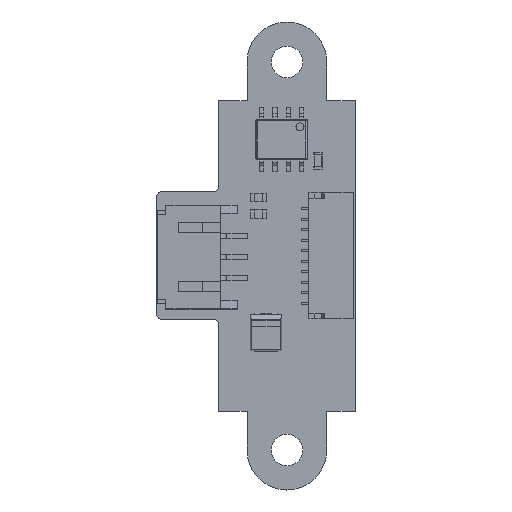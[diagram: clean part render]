
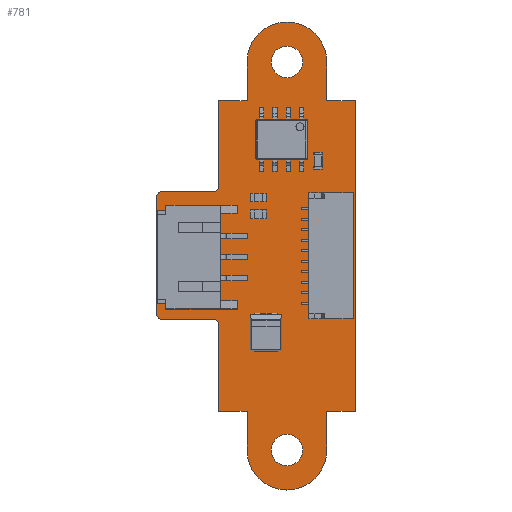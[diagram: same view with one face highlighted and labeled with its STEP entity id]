
A CAD part, top view. The second image highlights one B-rep face of the part: STEP entity #781.
In plain terms, the highlighted planar face has unit normal (0, 0, 1).
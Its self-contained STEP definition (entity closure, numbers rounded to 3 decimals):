
#22 = VERTEX_POINT('',#23);
#23 = CARTESIAN_POINT('',(-3.55,-6.55,0.));
#41 = VERTEX_POINT('',#42);
#42 = CARTESIAN_POINT('',(-4.05,-6.05,0.));
#48 = EDGE_CURVE('',#22,#41,#49,.T.);
#49 = CIRCLE('',#50,0.5);
#50 = AXIS2_PLACEMENT_3D('',#51,#52,#53);
#51 = CARTESIAN_POINT('',(-4.05,-6.55,0.));
#52 = DIRECTION('',(0.,0.,1.));
#53 = DIRECTION('',(1.,0.,0.));
#64 = VERTEX_POINT('',#65);
#65 = CARTESIAN_POINT('',(-3.55,-14.8,0.));
#80 = EDGE_CURVE('',#64,#22,#81,.T.);
#81 = LINE('',#82,#83);
#82 = CARTESIAN_POINT('',(-3.55,-14.8,0.));
#83 = VECTOR('',#84,1.);
#84 = DIRECTION('',(0.,1.,0.));
#104 = VERTEX_POINT('',#105);
#105 = CARTESIAN_POINT('',(-8.95,-6.05,0.));
#111 = EDGE_CURVE('',#41,#104,#112,.T.);
#112 = LINE('',#113,#114);
#113 = CARTESIAN_POINT('',(-4.05,-6.05,0.));
#114 = VECTOR('',#115,1.);
#115 = DIRECTION('',(-1.,0.,0.));
#135 = VERTEX_POINT('',#136);
#136 = CARTESIAN_POINT('',(-0.85,-14.8,0.));
#142 = EDGE_CURVE('',#64,#135,#143,.T.);
#143 = LINE('',#144,#145);
#144 = CARTESIAN_POINT('',(-3.55,-14.8,0.));
#145 = VECTOR('',#146,1.);
#146 = DIRECTION('',(1.,0.,0.));
#157 = VERTEX_POINT('',#158);
#158 = CARTESIAN_POINT('',(-9.45,-5.55,0.));
#174 = EDGE_CURVE('',#157,#104,#175,.T.);
#175 = CIRCLE('',#176,0.5);
#176 = AXIS2_PLACEMENT_3D('',#177,#178,#179);
#177 = CARTESIAN_POINT('',(-8.95,-5.55,0.));
#178 = DIRECTION('',(0.,0.,1.));
#179 = DIRECTION('',(-1.,0.,0.));
#190 = VERTEX_POINT('',#191);
#191 = CARTESIAN_POINT('',(-0.85,-18.5,0.));
#206 = EDGE_CURVE('',#190,#135,#207,.T.);
#207 = LINE('',#208,#209);
#208 = CARTESIAN_POINT('',(-0.85,-18.5,0.));
#209 = VECTOR('',#210,1.);
#210 = DIRECTION('',(0.,1.,0.));
#221 = VERTEX_POINT('',#222);
#222 = CARTESIAN_POINT('',(-9.45,5.65,0.));
#237 = EDGE_CURVE('',#221,#157,#238,.T.);
#238 = LINE('',#239,#240);
#239 = CARTESIAN_POINT('',(-9.45,5.65,0.));
#240 = VECTOR('',#241,1.);
#241 = DIRECTION('',(0.,-1.,0.));
#262 = VERTEX_POINT('',#263);
#263 = CARTESIAN_POINT('',(2.95,-22.3,0.));
#269 = EDGE_CURVE('',#190,#262,#270,.T.);
#270 = CIRCLE('',#271,3.8);
#271 = AXIS2_PLACEMENT_3D('',#272,#273,#274);
#272 = CARTESIAN_POINT('',(2.95,-18.5,0.));
#273 = DIRECTION('',(0.,0.,1.));
#274 = DIRECTION('',(-1.,0.,0.));
#285 = VERTEX_POINT('',#286);
#286 = CARTESIAN_POINT('',(-8.95,6.15,0.));
#302 = EDGE_CURVE('',#285,#221,#303,.T.);
#303 = CIRCLE('',#304,0.5);
#304 = AXIS2_PLACEMENT_3D('',#305,#306,#307);
#305 = CARTESIAN_POINT('',(-8.95,5.65,0.));
#306 = DIRECTION('',(0.,-0.,1.));
#307 = DIRECTION('',(0.,1.,0.));
#328 = VERTEX_POINT('',#329);
#329 = CARTESIAN_POINT('',(6.75,-18.5,0.));
#335 = EDGE_CURVE('',#262,#328,#336,.T.);
#336 = CIRCLE('',#337,3.8);
#337 = AXIS2_PLACEMENT_3D('',#338,#339,#340);
#338 = CARTESIAN_POINT('',(2.95,-18.5,0.));
#339 = DIRECTION('',(-0.,0.,1.));
#340 = DIRECTION('',(0.,-1.,0.));
#351 = VERTEX_POINT('',#352);
#352 = CARTESIAN_POINT('',(-4.1,6.15,0.));
#367 = EDGE_CURVE('',#351,#285,#368,.T.);
#368 = LINE('',#369,#370);
#369 = CARTESIAN_POINT('',(-4.1,6.15,0.));
#370 = VECTOR('',#371,1.);
#371 = DIRECTION('',(-1.,0.,0.));
#391 = VERTEX_POINT('',#392);
#392 = CARTESIAN_POINT('',(6.75,-14.8,0.));
#398 = EDGE_CURVE('',#328,#391,#399,.T.);
#399 = LINE('',#400,#401);
#400 = CARTESIAN_POINT('',(6.75,-18.5,0.));
#401 = VECTOR('',#402,1.);
#402 = DIRECTION('',(0.,1.,0.));
#423 = VERTEX_POINT('',#424);
#424 = CARTESIAN_POINT('',(-3.55,6.6,0.));
#430 = EDGE_CURVE('',#351,#423,#431,.T.);
#431 = CIRCLE('',#432,0.502);
#432 = AXIS2_PLACEMENT_3D('',#433,#434,#435);
#433 = CARTESIAN_POINT('',(-4.05,6.65,0.));
#434 = DIRECTION('',(0.,0.,1.));
#435 = DIRECTION('',(-0.1,-0.995,0.));
#455 = VERTEX_POINT('',#456);
#456 = CARTESIAN_POINT('',(9.45,-14.8,0.));
#462 = EDGE_CURVE('',#391,#455,#463,.T.);
#463 = LINE('',#464,#465);
#464 = CARTESIAN_POINT('',(6.75,-14.8,0.));
#465 = VECTOR('',#466,1.);
#466 = DIRECTION('',(1.,0.,0.));
#477 = VERTEX_POINT('',#478);
#478 = CARTESIAN_POINT('',(-3.55,14.8,0.));
#493 = EDGE_CURVE('',#477,#423,#494,.T.);
#494 = LINE('',#495,#496);
#495 = CARTESIAN_POINT('',(-3.55,14.8,0.));
#496 = VECTOR('',#497,1.);
#497 = DIRECTION('',(0.,-1.,0.));
#517 = VERTEX_POINT('',#518);
#518 = CARTESIAN_POINT('',(9.45,14.8,0.));
#524 = EDGE_CURVE('',#455,#517,#525,.T.);
#525 = LINE('',#526,#527);
#526 = CARTESIAN_POINT('',(9.45,-14.8,0.));
#527 = VECTOR('',#528,1.);
#528 = DIRECTION('',(0.,1.,0.));
#539 = VERTEX_POINT('',#540);
#540 = CARTESIAN_POINT('',(-0.85,14.8,0.));
#555 = EDGE_CURVE('',#539,#477,#556,.T.);
#556 = LINE('',#557,#558);
#557 = CARTESIAN_POINT('',(-0.85,14.8,0.));
#558 = VECTOR('',#559,1.);
#559 = DIRECTION('',(-1.,0.,0.));
#579 = VERTEX_POINT('',#580);
#580 = CARTESIAN_POINT('',(6.75,14.8,0.));
#586 = EDGE_CURVE('',#517,#579,#587,.T.);
#587 = LINE('',#588,#589);
#588 = CARTESIAN_POINT('',(9.45,14.8,0.));
#589 = VECTOR('',#590,1.);
#590 = DIRECTION('',(-1.,0.,0.));
#601 = VERTEX_POINT('',#602);
#602 = CARTESIAN_POINT('',(-0.85,18.5,0.));
#617 = EDGE_CURVE('',#601,#539,#618,.T.);
#618 = LINE('',#619,#620);
#619 = CARTESIAN_POINT('',(-0.85,18.5,0.));
#620 = VECTOR('',#621,1.);
#621 = DIRECTION('',(0.,-1.,0.));
#641 = VERTEX_POINT('',#642);
#642 = CARTESIAN_POINT('',(6.75,18.5,0.));
#648 = EDGE_CURVE('',#579,#641,#649,.T.);
#649 = LINE('',#650,#651);
#650 = CARTESIAN_POINT('',(6.75,14.8,0.));
#651 = VECTOR('',#652,1.);
#652 = DIRECTION('',(0.,1.,0.));
#663 = VERTEX_POINT('',#664);
#664 = CARTESIAN_POINT('',(2.95,22.3,0.));
#680 = EDGE_CURVE('',#663,#601,#681,.T.);
#681 = CIRCLE('',#682,3.8);
#682 = AXIS2_PLACEMENT_3D('',#683,#684,#685);
#683 = CARTESIAN_POINT('',(2.95,18.5,0.));
#684 = DIRECTION('',(0.,-0.,1.));
#685 = DIRECTION('',(0.,1.,0.));
#704 = EDGE_CURVE('',#641,#663,#705,.T.);
#705 = CIRCLE('',#706,3.8);
#706 = AXIS2_PLACEMENT_3D('',#707,#708,#709);
#707 = CARTESIAN_POINT('',(2.95,18.5,0.));
#708 = DIRECTION('',(-0.,0.,1.));
#709 = DIRECTION('',(1.,0.,0.));
#720 = VERTEX_POINT('',#721);
#721 = CARTESIAN_POINT('',(4.45,-18.5,0.));
#737 = EDGE_CURVE('',#720,#720,#738,.T.);
#738 = CIRCLE('',#739,1.5);
#739 = AXIS2_PLACEMENT_3D('',#740,#741,#742);
#740 = CARTESIAN_POINT('',(2.95,-18.5,0.));
#741 = DIRECTION('',(0.,0.,1.));
#742 = DIRECTION('',(1.,0.,0.));
#753 = VERTEX_POINT('',#754);
#754 = CARTESIAN_POINT('',(4.45,18.5,0.));
#770 = EDGE_CURVE('',#753,#753,#771,.T.);
#771 = CIRCLE('',#772,1.5);
#772 = AXIS2_PLACEMENT_3D('',#773,#774,#775);
#773 = CARTESIAN_POINT('',(2.95,18.5,0.));
#774 = DIRECTION('',(0.,0.,1.));
#775 = DIRECTION('',(1.,0.,0.));
#781 = ADVANCED_FACE('',(#782,#806,#809),#812,.F.);
#782 = FACE_BOUND('',#783,.F.);
#783 = EDGE_LOOP('',(#784,#785,#786,#787,#788,#789,#790,#791,#792,#793,
    #794,#795,#796,#797,#798,#799,#800,#801,#802,#803,#804,#805));
#784 = ORIENTED_EDGE('',*,*,#48,.T.);
#785 = ORIENTED_EDGE('',*,*,#111,.T.);
#786 = ORIENTED_EDGE('',*,*,#174,.F.);
#787 = ORIENTED_EDGE('',*,*,#237,.F.);
#788 = ORIENTED_EDGE('',*,*,#302,.F.);
#789 = ORIENTED_EDGE('',*,*,#367,.F.);
#790 = ORIENTED_EDGE('',*,*,#430,.T.);
#791 = ORIENTED_EDGE('',*,*,#493,.F.);
#792 = ORIENTED_EDGE('',*,*,#555,.F.);
#793 = ORIENTED_EDGE('',*,*,#617,.F.);
#794 = ORIENTED_EDGE('',*,*,#680,.F.);
#795 = ORIENTED_EDGE('',*,*,#704,.F.);
#796 = ORIENTED_EDGE('',*,*,#648,.F.);
#797 = ORIENTED_EDGE('',*,*,#586,.F.);
#798 = ORIENTED_EDGE('',*,*,#524,.F.);
#799 = ORIENTED_EDGE('',*,*,#462,.F.);
#800 = ORIENTED_EDGE('',*,*,#398,.F.);
#801 = ORIENTED_EDGE('',*,*,#335,.F.);
#802 = ORIENTED_EDGE('',*,*,#269,.F.);
#803 = ORIENTED_EDGE('',*,*,#206,.T.);
#804 = ORIENTED_EDGE('',*,*,#142,.F.);
#805 = ORIENTED_EDGE('',*,*,#80,.T.);
#806 = FACE_BOUND('',#807,.F.);
#807 = EDGE_LOOP('',(#808));
#808 = ORIENTED_EDGE('',*,*,#737,.T.);
#809 = FACE_BOUND('',#810,.F.);
#810 = EDGE_LOOP('',(#811));
#811 = ORIENTED_EDGE('',*,*,#770,.T.);
#812 = PLANE('',#813);
#813 = AXIS2_PLACEMENT_3D('',#814,#815,#816);
#814 = CARTESIAN_POINT('',(-3.55,-6.55,0.));
#815 = DIRECTION('',(0.,0.,-1.));
#816 = DIRECTION('',(-1.,0.,0.));
